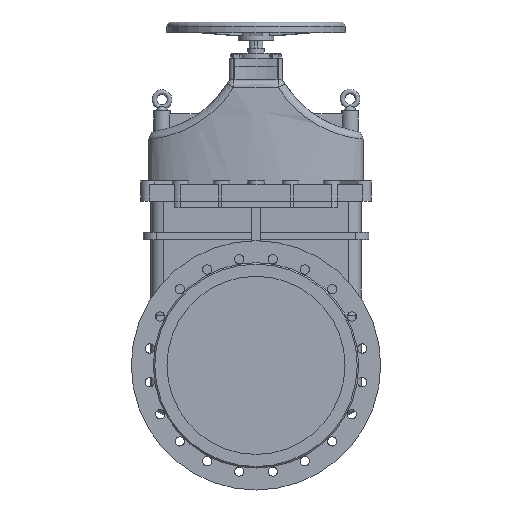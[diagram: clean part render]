
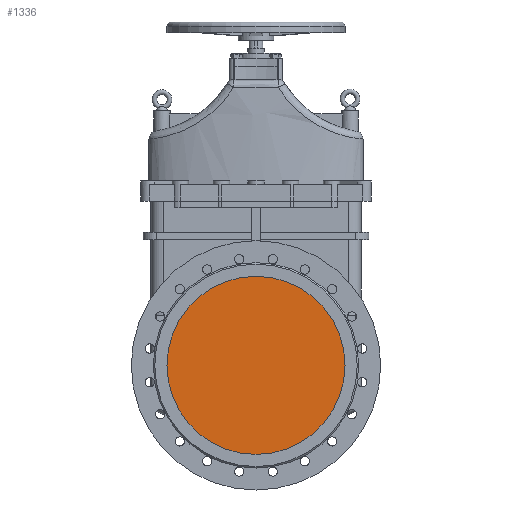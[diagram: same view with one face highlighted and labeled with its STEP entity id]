
A CAD part, left-side view. The second image highlights one B-rep face of the part: STEP entity #1336.
In plain terms, the highlighted planar face has unit normal (-1, 0, 0).
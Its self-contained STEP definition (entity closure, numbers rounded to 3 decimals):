
#1336=ADVANCED_FACE('',(#62353),#62355,.T.);
#62353=FACE_BOUND('',#62354,.T.);
#62354=EDGE_LOOP('',(#101832));
#62355=PLANE('',#62356);
#62356=AXIS2_PLACEMENT_3D('',#62357,#62358,#62359);
#62357=CARTESIAN_POINT('',(143548.675,-17322.701,306.183));
#62358=DIRECTION('',(-1.,0.,0.));
#62359=DIRECTION('',(0.,-1.,0.));
#101832=ORIENTED_EDGE('',*,*,#134739,.T.);
#134739=EDGE_CURVE('',#151708,#151708,#151709,.T.);
#151708=VERTEX_POINT('',#184832);
#151709=CIRCLE('',#184833,300.);
#184832=CARTESIAN_POINT('',(143548.675,-17322.701,6.183));
#184833=AXIS2_PLACEMENT_3D('',#184834,#184835,#184836);
#184834=CARTESIAN_POINT('',(143548.675,-17322.701,306.183));
#184835=DIRECTION('',(-1.,0.,0.));
#184836=DIRECTION('',(0.,0.,1.));
